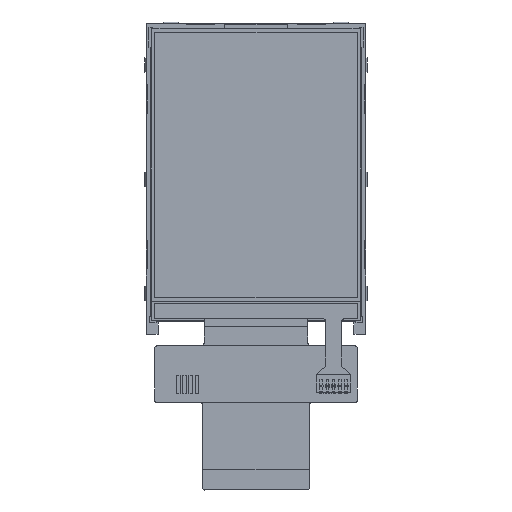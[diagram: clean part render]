
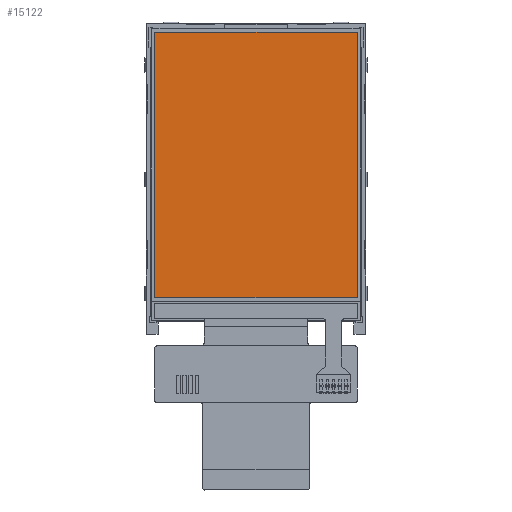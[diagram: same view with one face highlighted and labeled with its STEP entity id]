
A CAD part, top view. The second image highlights one B-rep face of the part: STEP entity #15122.
In plain terms, the highlighted face is planar.
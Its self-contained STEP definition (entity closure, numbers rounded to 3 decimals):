
#2057 = DIRECTION ( 'NONE',  ( 0., 0., -1. ) ) ;
#2960 = LINE ( 'NONE', #20944, #33715 ) ;
#3262 = DIRECTION ( 'NONE',  ( 1., 0., 0. ) ) ;
#5634 = CARTESIAN_POINT ( 'NONE',  ( -19.46, 1.22, -27.43 ) ) ;
#6865 = LINE ( 'NONE', #22247, #14308 ) ;
#8596 = CARTESIAN_POINT ( 'NONE',  ( -19.46, 1.22, 23.63 ) ) ;
#10593 = CARTESIAN_POINT ( 'NONE',  ( 0., 1.22, 0. ) ) ;
#11359 = EDGE_LOOP ( 'NONE', ( #20336, #20940, #20221, #41104 ) ) ;
#11644 = CARTESIAN_POINT ( 'NONE',  ( 19.46, 1.22, 23.63 ) ) ;
#11948 = VECTOR ( 'NONE', #37730, 1000. ) ;
#12338 = CARTESIAN_POINT ( 'NONE',  ( 19.46, 1.22, 23.63 ) ) ;
#13796 = DIRECTION ( 'NONE',  ( 0., 0., 1. ) ) ;
#14308 = VECTOR ( 'NONE', #3262, 1000. ) ;
#15122 = ADVANCED_FACE ( 'NONE', ( #18596 ), #32670, .F. ) ;
#17845 = EDGE_CURVE ( 'NONE', #35289, #41107, #2960, .T. ) ;
#18596 = FACE_OUTER_BOUND ( 'NONE', #11359, .T. ) ;
#19134 = AXIS2_PLACEMENT_3D ( 'NONE', #10593, #32809, #13796 ) ;
#20221 = ORIENTED_EDGE ( 'NONE', *, *, #17845, .T. ) ;
#20336 = ORIENTED_EDGE ( 'NONE', *, *, #24106, .T. ) ;
#20940 = ORIENTED_EDGE ( 'NONE', *, *, #23447, .T. ) ;
#20944 = CARTESIAN_POINT ( 'NONE',  ( -19.46, 1.22, 23.63 ) ) ;
#21875 = CARTESIAN_POINT ( 'NONE',  ( 19.46, 1.22, -27.43 ) ) ;
#22247 = CARTESIAN_POINT ( 'NONE',  ( 19.46, 1.22, -27.43 ) ) ;
#23447 = EDGE_CURVE ( 'NONE', #32141, #35289, #37282, .T. ) ;
#24106 = EDGE_CURVE ( 'NONE', #39960, #32141, #6865, .T. ) ;
#27522 = EDGE_CURVE ( 'NONE', #41107, #39960, #41007, .T. ) ;
#30509 = DIRECTION ( 'NONE',  ( -1., 0., 0. ) ) ;
#31513 = VECTOR ( 'NONE', #2057, 1000. ) ;
#32141 = VERTEX_POINT ( 'NONE', #21875 ) ;
#32670 = PLANE ( 'NONE',  #19134 ) ;
#32809 = DIRECTION ( 'NONE',  ( 0., 1., 0. ) ) ;
#33715 = VECTOR ( 'NONE', #30509, 1000. ) ;
#33823 = CARTESIAN_POINT ( 'NONE',  ( -19.46, 1.22, -27.43 ) ) ;
#35289 = VERTEX_POINT ( 'NONE', #11644 ) ;
#37282 = LINE ( 'NONE', #12338, #11948 ) ;
#37730 = DIRECTION ( 'NONE',  ( 0., 0., 1. ) ) ;
#39960 = VERTEX_POINT ( 'NONE', #5634 ) ;
#41007 = LINE ( 'NONE', #33823, #31513 ) ;
#41104 = ORIENTED_EDGE ( 'NONE', *, *, #27522, .T. ) ;
#41107 = VERTEX_POINT ( 'NONE', #8596 ) ;
